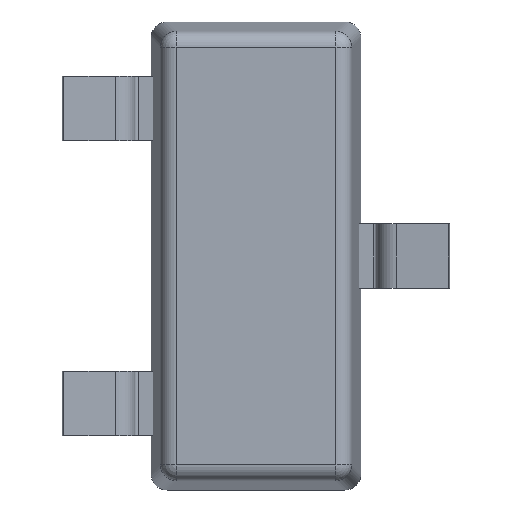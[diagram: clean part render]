
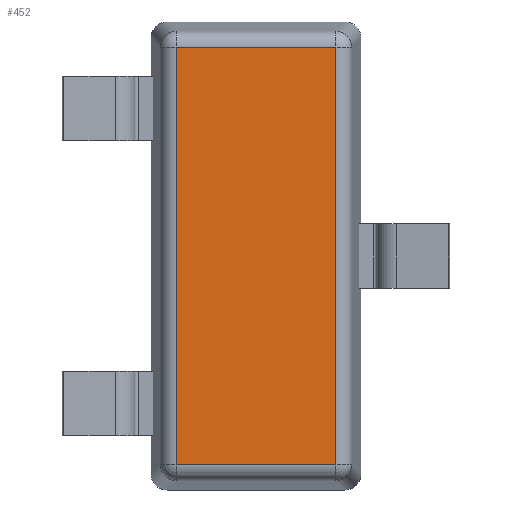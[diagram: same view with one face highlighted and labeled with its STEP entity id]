
A CAD part, front view. The second image highlights one B-rep face of the part: STEP entity #452.
In plain terms, the highlighted planar face has unit normal (0, -1, 0).
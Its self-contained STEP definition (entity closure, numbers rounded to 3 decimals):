
#19 = ORIENTED_EDGE ( 'NONE', *, *, #1403, .T. ) ;
#72 = ORIENTED_EDGE ( 'NONE', *, *, #755, .T. ) ;
#128 = DIRECTION ( 'NONE',  ( -1., 0., 0. ) ) ;
#159 = DIRECTION ( 'NONE',  ( 0., 0., -1. ) ) ;
#160 = LINE ( 'NONE', #467, #843 ) ;
#214 = CARTESIAN_POINT ( 'NONE',  ( 0.494, 0.1, 1.294 ) ) ;
#235 = VECTOR ( 'NONE', #128, 1000. ) ;
#277 = LINE ( 'NONE', #1250, #1102 ) ;
#335 = EDGE_LOOP ( 'NONE', ( #1811, #1291, #19, #72 ) ) ;
#374 = CARTESIAN_POINT ( 'NONE',  ( -0.494, 0.1, -1.294 ) ) ;
#452 = ADVANCED_FACE ( 'NONE', ( #2113 ), #1520, .T. ) ;
#467 = CARTESIAN_POINT ( 'NONE',  ( 0.494, 0.1, 0. ) ) ;
#577 = DIRECTION ( 'NONE',  ( 1., 0., 0. ) ) ;
#755 = EDGE_CURVE ( 'NONE', #1997, #2036, #1054, .T. ) ;
#769 = CARTESIAN_POINT ( 'NONE',  ( 0.494, 0.1, -1.294 ) ) ;
#802 = DIRECTION ( 'NONE',  ( 0., 0., 1. ) ) ;
#843 = VECTOR ( 'NONE', #802, 1000. ) ;
#1054 = LINE ( 'NONE', #1495, #235 ) ;
#1102 = VECTOR ( 'NONE', #577, 1000. ) ;
#1170 = DIRECTION ( 'NONE',  ( 0., -1., 0. ) ) ;
#1178 = VERTEX_POINT ( 'NONE', #374 ) ;
#1230 = CARTESIAN_POINT ( 'NONE',  ( -0.494, 0.1, 1.294 ) ) ;
#1250 = CARTESIAN_POINT ( 'NONE',  ( 0., 0.1, -1.294 ) ) ;
#1259 = AXIS2_PLACEMENT_3D ( 'NONE', #1868, #1170, #159 ) ;
#1291 = ORIENTED_EDGE ( 'NONE', *, *, #1579, .T. ) ;
#1322 = EDGE_CURVE ( 'NONE', #2036, #1178, #1356, .T. ) ;
#1335 = VERTEX_POINT ( 'NONE', #769 ) ;
#1356 = LINE ( 'NONE', #1973, #1857 ) ;
#1403 = EDGE_CURVE ( 'NONE', #1335, #1997, #160, .T. ) ;
#1495 = CARTESIAN_POINT ( 'NONE',  ( 0., 0.1, 1.294 ) ) ;
#1520 = PLANE ( 'NONE',  #1259 ) ;
#1579 = EDGE_CURVE ( 'NONE', #1178, #1335, #277, .T. ) ;
#1611 = DIRECTION ( 'NONE',  ( 0., 0., -1. ) ) ;
#1811 = ORIENTED_EDGE ( 'NONE', *, *, #1322, .T. ) ;
#1857 = VECTOR ( 'NONE', #1611, 1000. ) ;
#1868 = CARTESIAN_POINT ( 'NONE',  ( 0., 0.1, 0. ) ) ;
#1973 = CARTESIAN_POINT ( 'NONE',  ( -0.494, 0.1, 0. ) ) ;
#1997 = VERTEX_POINT ( 'NONE', #214 ) ;
#2036 = VERTEX_POINT ( 'NONE', #1230 ) ;
#2113 = FACE_OUTER_BOUND ( 'NONE', #335, .T. ) ;
